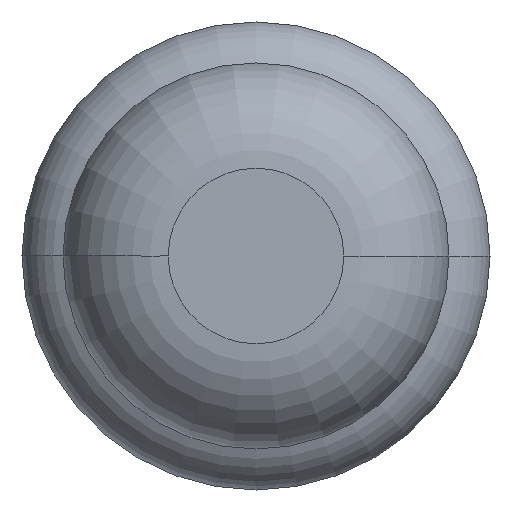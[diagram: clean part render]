
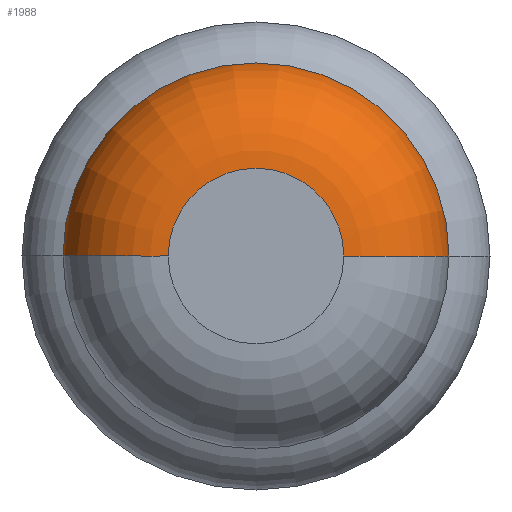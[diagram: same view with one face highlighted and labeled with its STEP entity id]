
A CAD part, front view. The second image highlights one B-rep face of the part: STEP entity #1988.
In plain terms, the highlighted toroidal (fillet/blend) face has major radius 0.375 mm and minor radius 0.45 mm.
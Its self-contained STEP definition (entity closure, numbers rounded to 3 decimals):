
#79 = EDGE_CURVE ( 'NONE', #3430, #889, #3993, .T. ) ;
#116 = ORIENTED_EDGE ( 'NONE', *, *, #977, .T. ) ;
#245 = CARTESIAN_POINT ( 'NONE',  ( 0., -31.55, 0. ) ) ;
#371 = DIRECTION ( 'NONE',  ( 1., 0., 0. ) ) ;
#654 = CARTESIAN_POINT ( 'NONE',  ( -0.825, -31.55, 0. ) ) ;
#889 = VERTEX_POINT ( 'NONE', #2226 ) ;
#977 = EDGE_CURVE ( 'NONE', #4230, #2289, #2064, .T. ) ;
#1028 = DIRECTION ( 'NONE',  ( -1., 0., 0. ) ) ;
#1243 = DIRECTION ( 'NONE',  ( 1., 0., 0. ) ) ;
#1367 = DIRECTION ( 'NONE',  ( 0., 0., -1. ) ) ;
#1565 = CARTESIAN_POINT ( 'NONE',  ( -0.375, -31.55, 0. ) ) ;
#1599 = DIRECTION ( 'NONE',  ( 0., 0., 1. ) ) ;
#1644 = CARTESIAN_POINT ( 'NONE',  ( 0.825, -31.55, 0. ) ) ;
#1895 = AXIS2_PLACEMENT_3D ( 'NONE', #4260, #1367, #1028 ) ;
#1988 = ADVANCED_FACE ( 'Defeature ausgef�hrt1_8', ( #4333 ), #3331, .T. ) ;
#2064 = CIRCLE ( 'NONE', #3241, 0.45 ) ;
#2189 = ORIENTED_EDGE ( 'NONE', *, *, #79, .F. ) ;
#2226 = CARTESIAN_POINT ( 'NONE',  ( 0.375, -32., 0. ) ) ;
#2256 = CARTESIAN_POINT ( 'NONE',  ( 0., -31.55, 0. ) ) ;
#2289 = VERTEX_POINT ( 'NONE', #2886 ) ;
#2668 = DIRECTION ( 'NONE',  ( 1., 0., 0. ) ) ;
#2875 = CARTESIAN_POINT ( 'NONE',  ( 0., -32., 0. ) ) ;
#2886 = CARTESIAN_POINT ( 'NONE',  ( -0.375, -32., 0. ) ) ;
#3045 = EDGE_CURVE ( 'Defeature ausgef�hrt1_7+Defeature ausgef�hrt1_8+Defeature ausgef�hrt1_8+Defeature ausgef�hrt1_8', #889, #2289, #4094, .T. ) ;
#3112 = CIRCLE ( 'NONE', #3426, 0.825 ) ;
#3128 = EDGE_CURVE ( 'Defeature ausgef�hrt1_8+Defeature ausgef�hrt1_9+Defeature ausgef�hrt1_9+Defeature ausgef�hrt1_9', #3430, #4230, #3112, .T. ) ;
#3147 = ORIENTED_EDGE ( 'NONE', *, *, #3045, .F. ) ;
#3241 = AXIS2_PLACEMENT_3D ( 'NONE', #1565, #1599, #2668 ) ;
#3331 = TOROIDAL_SURFACE ( 'NONE', #4099, 0.375, 0.45 ) ;
#3341 = DIRECTION ( 'NONE',  ( 0., -1., 0. ) ) ;
#3426 = AXIS2_PLACEMENT_3D ( 'NONE', #245, #3845, #3467 ) ;
#3430 = VERTEX_POINT ( 'NONE', #1644 ) ;
#3467 = DIRECTION ( 'NONE',  ( 1., 0., 0. ) ) ;
#3845 = DIRECTION ( 'NONE',  ( 0., -1., 0. ) ) ;
#3957 = DIRECTION ( 'NONE',  ( 0., -1., 0. ) ) ;
#3993 = CIRCLE ( 'NONE', #1895, 0.45 ) ;
#4094 = CIRCLE ( 'NONE', #4466, 0.375 ) ;
#4099 = AXIS2_PLACEMENT_3D ( 'NONE', #2256, #3341, #1243 ) ;
#4116 = EDGE_LOOP ( 'NONE', ( #4456, #116, #3147, #2189 ) ) ;
#4230 = VERTEX_POINT ( 'NONE', #654 ) ;
#4260 = CARTESIAN_POINT ( 'NONE',  ( 0.375, -31.55, 0. ) ) ;
#4333 = FACE_OUTER_BOUND ( 'NONE', #4116, .T. ) ;
#4456 = ORIENTED_EDGE ( 'NONE', *, *, #3128, .T. ) ;
#4466 = AXIS2_PLACEMENT_3D ( 'NONE', #2875, #3957, #371 ) ;
